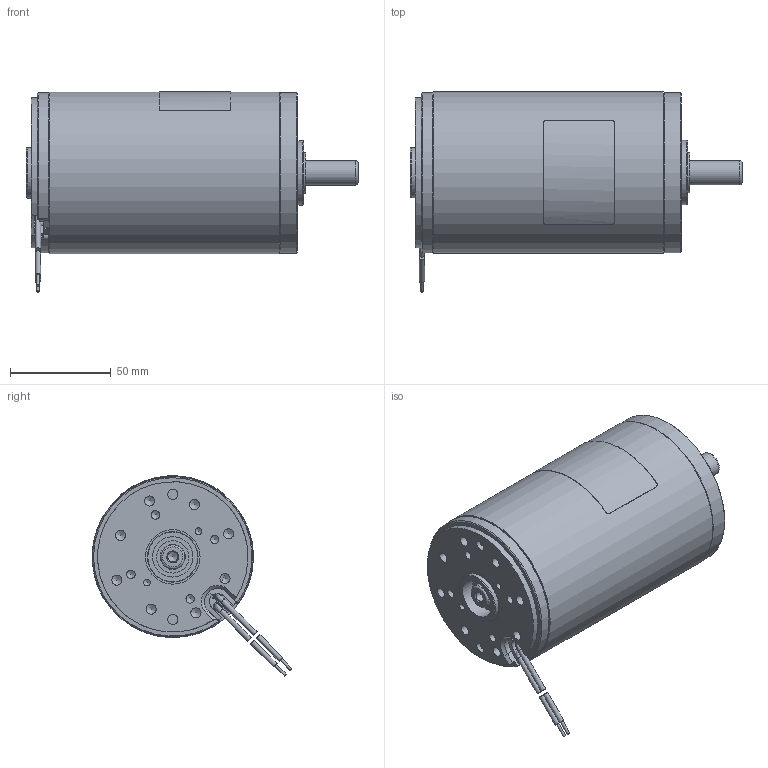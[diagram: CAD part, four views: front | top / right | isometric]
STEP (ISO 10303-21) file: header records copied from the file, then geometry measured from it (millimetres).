
FILE_DESCRIPTION(/* description */ (''),/* implementation_level */ '2;1');
FILE_NAME(/* name */ 'Katalogmotor M80x40_I.stp',/* time_stamp */ '2023-01-23T08:30:16+01:00',/* author */ (''),/* organization */ (''),/* preprocessor_version */ 'ST-DEVELOPER v18.1',/* originating_system */ 'SIEMENS PLM Software NX 1973',/* authorisation */ '');
FILE_SCHEMA (('AUTOMOTIVE_DESIGN { 1 0 10303 214 3 1 1 1 }'));
Length unit declared in the file: millimetre
Products named in the file (1): Rass1614B0FFxgqf
Bounding box: 164.5 x 99.03 x 99.15 mm (x, y, z)
Volume: 269316.9 mm3; surface area: 112353.1 mm2
Topology: 16 solids, 16 shells, 686 faces, 1657 edges, 1023 vertices
Faces by surface type: plane 389, cylinder 198, cone 63, bspline 24, torus 12
Full cylindrical faces by diameter (mm): 1.4 x2, 2.6 x2, 2.75 x2, 3.3 x2, 4.2 x8, 5 x11, 5.2 x8, 5.795 x2, 5.8 x2, 5.9 x2, 6.4 x2, 10 x2, 11.5 x1, 12 x7, 16 x4, 20 x2, 24 x3, 25 x1, 27 x1, 28 x3, 29.4 x1, 32 x1, 34 x1, 70.3 x2, 79.5 x1, 80 x1
Entity records: 22567 total; most frequent: CARTESIAN_POINT 6949, DIRECTION 3271, ORIENTED_EDGE 2892, EDGE_CURVE 1446, AXIS2_PLACEMENT_3D 1256, VERTEX_POINT 978, EDGE_LOOP 865, LINE 759
